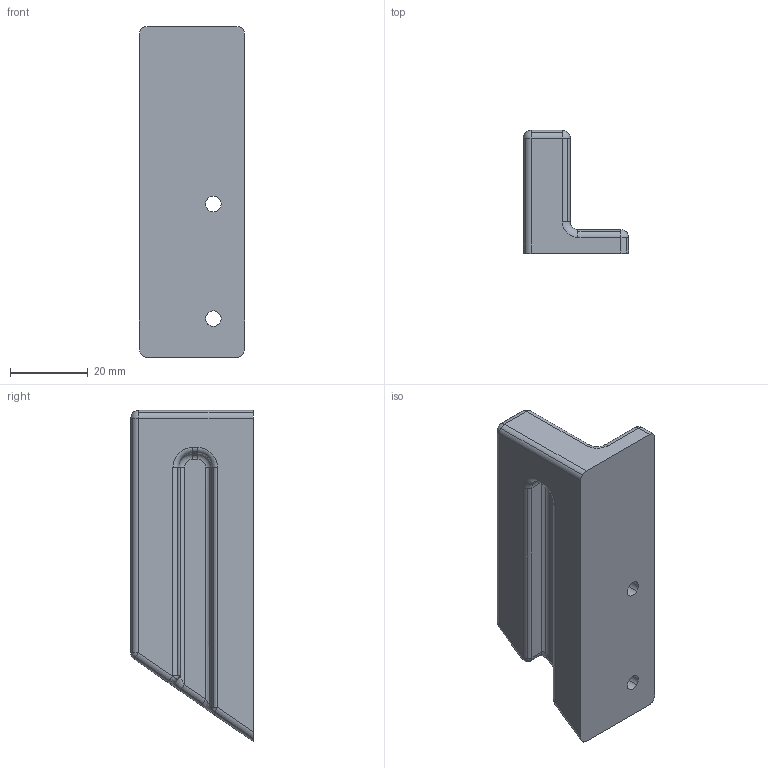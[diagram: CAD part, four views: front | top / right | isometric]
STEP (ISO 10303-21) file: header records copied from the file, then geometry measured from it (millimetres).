
FILE_DESCRIPTION(('STEP AP214'),'1');
FILE_NAME('Support_R.stp','2025-05-24T17:49:24',(' '),(' '),'Spatial InterOp 3D',' ',' ');
FILE_SCHEMA(('AUTOMOTIVE_DESIGN { 1 0 10303 214 1 1 1 1 }'));
Length unit declared in the file: metre
Products named in the file (1): Support_R
Bounding box: 27 x 31.5 x 84.98 mm (x, y, z)
Volume: 31504.2 mm3; surface area: 10260.3 mm2
Topology: 1 solids, 1 shells, 90 faces, 225 edges, 132 vertices
Faces by surface type: cylinder 56, plane 12, bspline 6, sphere 6, torus 6, cone 4
Entity records: 4075 total; most frequent: CARTESIAN_POINT 1841, DIRECTION 520, ORIENTED_EDGE 440, EDGE_CURVE 220, AXIS2_PLACEMENT_3D 215, VERTEX_POINT 132, CIRCLE 107, EDGE_LOOP 94
